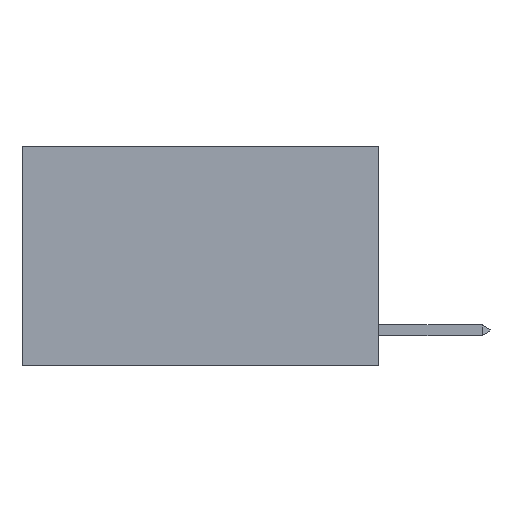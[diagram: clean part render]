
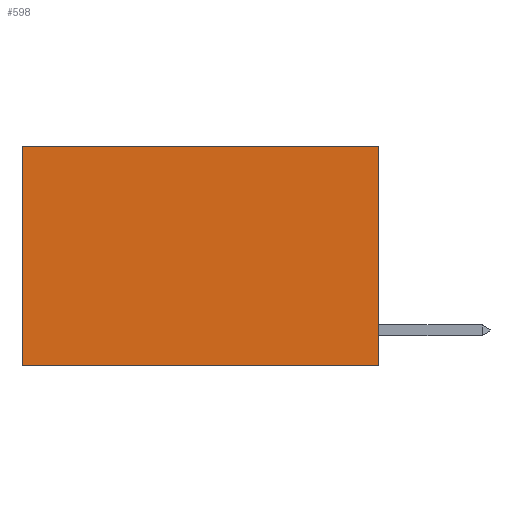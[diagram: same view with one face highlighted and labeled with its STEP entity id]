
A CAD part, left-side view. The second image highlights one B-rep face of the part: STEP entity #598.
In plain terms, the highlighted planar face has unit normal (-1, 0, 0).
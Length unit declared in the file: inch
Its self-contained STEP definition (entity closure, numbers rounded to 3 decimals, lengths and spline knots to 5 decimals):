
#598 = ADVANCED_FACE ( 'NONE', ( #15520 ), #18044, .F. ) ;
#770 = VERTEX_POINT ( 'NONE', #8446 ) ;
#853 = DIRECTION ( 'NONE',  ( 0., 0., -1. ) ) ;
#1742 = LINE ( 'NONE', #8284, #12949 ) ;
#2407 = ORIENTED_EDGE ( 'NONE', *, *, #14367, .T. ) ;
#2799 = VERTEX_POINT ( 'NONE', #17915 ) ;
#3052 = DIRECTION ( 'NONE',  ( 0., 0., -1. ) ) ;
#3659 = ORIENTED_EDGE ( 'NONE', *, *, #19891, .F. ) ;
#5055 = CARTESIAN_POINT ( 'NONE',  ( 0.2625, 0., 0. ) ) ;
#5736 = LINE ( 'NONE', #5055, #26903 ) ;
#7029 = DIRECTION ( 'NONE',  ( 1., 0., 0. ) ) ;
#7430 = VECTOR ( 'NONE', #23484, 39.37008 ) ;
#7755 = VERTEX_POINT ( 'NONE', #8187 ) ;
#8187 = CARTESIAN_POINT ( 'NONE',  ( 0.2625, 0.6, -0.37 ) ) ;
#8284 = CARTESIAN_POINT ( 'NONE',  ( 0.2625, 0.6, 0. ) ) ;
#8446 = CARTESIAN_POINT ( 'NONE',  ( 0.2625, 0.6, 0. ) ) ;
#9756 = DIRECTION ( 'NONE',  ( 0., 1., 0. ) ) ;
#12949 = VECTOR ( 'NONE', #21060, 39.37008 ) ;
#13967 = CARTESIAN_POINT ( 'NONE',  ( 0.2625, 0., 0. ) ) ;
#14367 = EDGE_CURVE ( 'NONE', #2799, #770, #21043, .T. ) ;
#14969 = CARTESIAN_POINT ( 'NONE',  ( 0.2625, 0., -0.37 ) ) ;
#15520 = FACE_OUTER_BOUND ( 'NONE', #20793, .T. ) ;
#17915 = CARTESIAN_POINT ( 'NONE',  ( 0.2625, 0., 0. ) ) ;
#18044 = PLANE ( 'NONE',  #25920 ) ;
#18426 = CARTESIAN_POINT ( 'NONE',  ( 0.2625, 0., -0.37 ) ) ;
#19134 = ORIENTED_EDGE ( 'NONE', *, *, #20917, .T. ) ;
#19158 = EDGE_CURVE ( 'NONE', #24119, #7755, #24320, .T. ) ;
#19891 = EDGE_CURVE ( 'NONE', #2799, #24119, #5736, .T. ) ;
#20427 = ORIENTED_EDGE ( 'NONE', *, *, #19158, .F. ) ;
#20793 = EDGE_LOOP ( 'NONE', ( #19134, #20427, #3659, #2407 ) ) ;
#20917 = EDGE_CURVE ( 'NONE', #770, #7755, #1742, .T. ) ;
#21043 = LINE ( 'NONE', #13967, #26681 ) ;
#21060 = DIRECTION ( 'NONE',  ( 0., 0., -1. ) ) ;
#23484 = DIRECTION ( 'NONE',  ( 0., 1., 0. ) ) ;
#24119 = VERTEX_POINT ( 'NONE', #18426 ) ;
#24320 = LINE ( 'NONE', #14969, #7430 ) ;
#25920 = AXIS2_PLACEMENT_3D ( 'NONE', #27374, #7029, #853 ) ;
#26681 = VECTOR ( 'NONE', #9756, 39.37008 ) ;
#26903 = VECTOR ( 'NONE', #3052, 39.37008 ) ;
#27374 = CARTESIAN_POINT ( 'NONE',  ( 0.2625, 0., 0. ) ) ;
